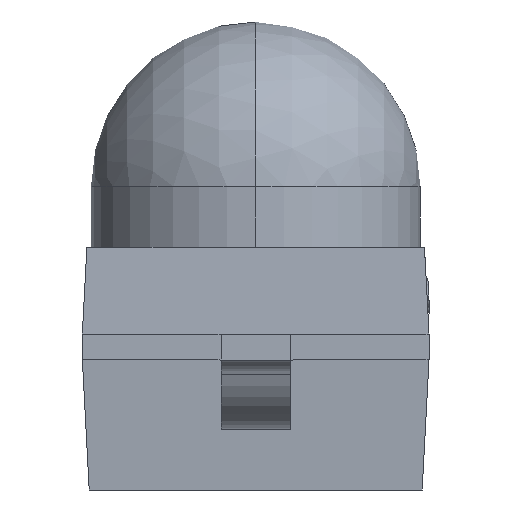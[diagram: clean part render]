
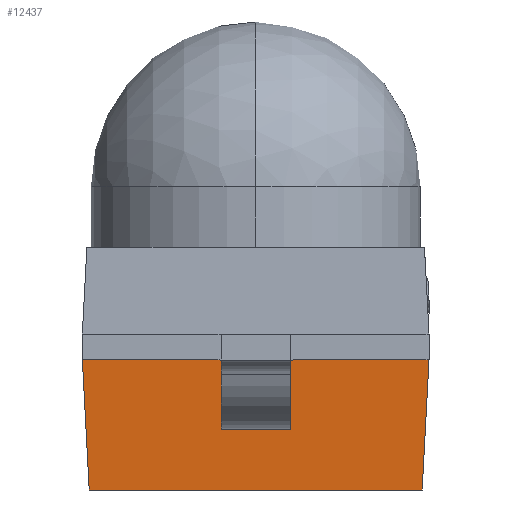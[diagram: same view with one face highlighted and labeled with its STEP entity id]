
A CAD part, left-side view. The second image highlights one B-rep face of the part: STEP entity #12437.
In plain terms, the highlighted planar face has unit normal (-0.999, 0, -0.052).
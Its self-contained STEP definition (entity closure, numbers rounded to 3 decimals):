
#630 = EDGE_CURVE ( 'NONE', #12746, #1269, #9277, .T. ) ;
#1203 = CARTESIAN_POINT ( 'NONE',  ( -1.05, -1., 0.75 ) ) ;
#1269 = VERTEX_POINT ( 'NONE', #15005 ) ;
#2224 = EDGE_CURVE ( 'NONE', #13394, #12746, #13099, .T. ) ;
#2384 = CARTESIAN_POINT ( 'NONE',  ( -1.011, 0., 0. ) ) ;
#2669 = FACE_OUTER_BOUND ( 'NONE', #15189, .T. ) ;
#3174 = CARTESIAN_POINT ( 'NONE',  ( -1.05, 1., 0.75 ) ) ;
#3418 = DIRECTION ( 'NONE',  ( 0., -1., 0. ) ) ;
#3625 = CARTESIAN_POINT ( 'NONE',  ( -1.05, -1., 0.75 ) ) ;
#4170 = ORIENTED_EDGE ( 'NONE', *, *, #13154, .T. ) ;
#4600 = LINE ( 'NONE', #3625, #10226 ) ;
#4811 = CARTESIAN_POINT ( 'NONE',  ( -1.05, -0.2, 0.75 ) ) ;
#5031 = EDGE_CURVE ( 'NONE', #5426, #16041, #13806, .T. ) ;
#5047 = DIRECTION ( 'NONE',  ( 0., -1., 0. ) ) ;
#5165 = CARTESIAN_POINT ( 'NONE',  ( -1.05, 1., 0.75 ) ) ;
#5211 = DIRECTION ( 'NONE',  ( 0.999, 0., 0.052 ) ) ;
#5418 = EDGE_CURVE ( 'NONE', #5426, #12851, #15161, .T. ) ;
#5426 = VERTEX_POINT ( 'NONE', #4811 ) ;
#6406 = DIRECTION ( 'NONE',  ( 0., -1., 0. ) ) ;
#6610 = PLANE ( 'NONE',  #12782 ) ;
#7125 = ORIENTED_EDGE ( 'NONE', *, *, #2224, .F. ) ;
#8309 = VECTOR ( 'NONE', #9110, 1000. ) ;
#9010 = VECTOR ( 'NONE', #12494, 1000. ) ;
#9110 = DIRECTION ( 'NONE',  ( -0.052, 0.052, 0.997 ) ) ;
#9231 = VECTOR ( 'NONE', #6406, 1000. ) ;
#9277 = LINE ( 'NONE', #5165, #8309 ) ;
#9291 = CARTESIAN_POINT ( 'NONE',  ( -1.05, 0.2, 0.75 ) ) ;
#9522 = EDGE_CURVE ( 'NONE', #1269, #16041, #17172, .T. ) ;
#10120 = CARTESIAN_POINT ( 'NONE',  ( -1.011, -0.961, 0. ) ) ;
#10226 = VECTOR ( 'NONE', #15645, 1000. ) ;
#10533 = CARTESIAN_POINT ( 'NONE',  ( -1.05, 1., 0.75 ) ) ;
#11092 = CARTESIAN_POINT ( 'NONE',  ( -1.05, 1., 0.75 ) ) ;
#11223 = ORIENTED_EDGE ( 'NONE', *, *, #630, .F. ) ;
#11613 = DIRECTION ( 'NONE',  ( 0., 1., 0. ) ) ;
#12437 = ADVANCED_FACE ( 'NONE', ( #2669 ), #6610, .F. ) ;
#12494 = DIRECTION ( 'NONE',  ( 0., 1., 0. ) ) ;
#12746 = VERTEX_POINT ( 'NONE', #12988 ) ;
#12782 = AXIS2_PLACEMENT_3D ( 'NONE', #13127, #5211, #5047 ) ;
#12851 = VERTEX_POINT ( 'NONE', #1203 ) ;
#12988 = CARTESIAN_POINT ( 'NONE',  ( -1.011, 0.961, 0. ) ) ;
#13099 = LINE ( 'NONE', #2384, #13654 ) ;
#13127 = CARTESIAN_POINT ( 'NONE',  ( -1.05, 1., 0.75 ) ) ;
#13154 = EDGE_CURVE ( 'NONE', #13394, #12851, #4600, .T. ) ;
#13394 = VERTEX_POINT ( 'NONE', #10120 ) ;
#13654 = VECTOR ( 'NONE', #11613, 1000. ) ;
#13806 = LINE ( 'NONE', #11092, #9010 ) ;
#14577 = VECTOR ( 'NONE', #3418, 1000. ) ;
#14655 = ORIENTED_EDGE ( 'NONE', *, *, #9522, .F. ) ;
#15005 = CARTESIAN_POINT ( 'NONE',  ( -1.05, 1., 0.75 ) ) ;
#15161 = LINE ( 'NONE', #3174, #14577 ) ;
#15189 = EDGE_LOOP ( 'NONE', ( #15801, #14655, #11223, #7125, #4170, #15929 ) ) ;
#15645 = DIRECTION ( 'NONE',  ( -0.052, -0.052, 0.997 ) ) ;
#15801 = ORIENTED_EDGE ( 'NONE', *, *, #5031, .T. ) ;
#15929 = ORIENTED_EDGE ( 'NONE', *, *, #5418, .F. ) ;
#16041 = VERTEX_POINT ( 'NONE', #9291 ) ;
#17172 = LINE ( 'NONE', #10533, #9231 ) ;
